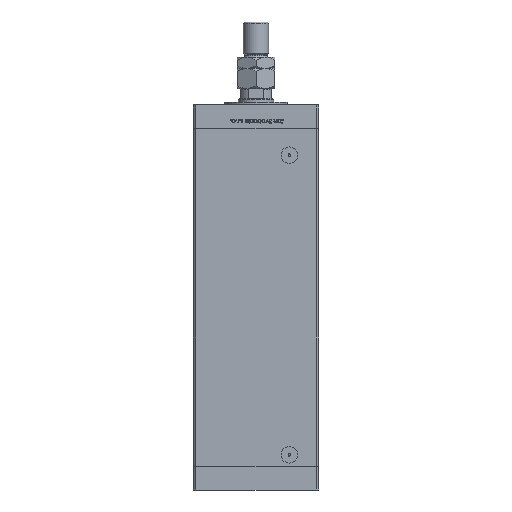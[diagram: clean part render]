
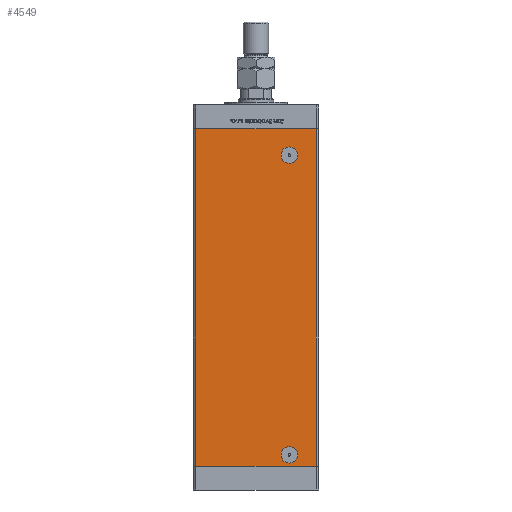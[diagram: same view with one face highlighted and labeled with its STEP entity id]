
A CAD part, front view. The second image highlights one B-rep face of the part: STEP entity #4549.
In plain terms, the highlighted planar face has unit normal (0, -1, 0).
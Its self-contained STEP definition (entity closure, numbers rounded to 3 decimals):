
#237 = CARTESIAN_POINT ( 'NONE',  ( 48., -43.5, 0. ) ) ;
#1167 = ORIENTED_EDGE ( 'NONE', *, *, #10254, .F. ) ;
#1731 = CARTESIAN_POINT ( 'NONE',  ( -48., -43.5, 268.5 ) ) ;
#2542 = PLANE ( 'NONE',  #17063 ) ;
#2993 = VERTEX_POINT ( 'NONE', #237 ) ;
#4071 = CARTESIAN_POINT ( 'NONE',  ( 26.5, -43.5, 9. ) ) ;
#4166 = EDGE_CURVE ( 'NONE', #51062, #2993, #14711, .T. ) ;
#4490 = CARTESIAN_POINT ( 'NONE',  ( 26.5, -43.5, 254.08 ) ) ;
#4527 = ORIENTED_EDGE ( 'NONE', *, *, #24122, .F. ) ;
#4549 = ADVANCED_FACE ( 'NONE', ( #43856, #6892, #39781 ), #2542, .F. ) ;
#6892 = FACE_OUTER_BOUND ( 'NONE', #40788, .T. ) ;
#7432 = CARTESIAN_POINT ( 'NONE',  ( 26.5, -43.5, 247.5 ) ) ;
#8089 = CIRCLE ( 'NONE', #10689, 6.58 ) ;
#8802 = DIRECTION ( 'NONE',  ( 0., -1., 0. ) ) ;
#9606 = ORIENTED_EDGE ( 'NONE', *, *, #28727, .T. ) ;
#10254 = EDGE_CURVE ( 'NONE', #15226, #15293, #23358, .T. ) ;
#10689 = AXIS2_PLACEMENT_3D ( 'NONE', #23914, #52478, #32345 ) ;
#10967 = DIRECTION ( 'NONE',  ( 0., 0., 1. ) ) ;
#11133 = CARTESIAN_POINT ( 'NONE',  ( -48., -43.5, 268.5 ) ) ;
#11700 = EDGE_LOOP ( 'NONE', ( #1167, #19657 ) ) ;
#12878 = CARTESIAN_POINT ( 'NONE',  ( -48., -43.5, 268.5 ) ) ;
#14711 = LINE ( 'NONE', #23136, #46583 ) ;
#15226 = VERTEX_POINT ( 'NONE', #50475 ) ;
#15293 = VERTEX_POINT ( 'NONE', #34711 ) ;
#15908 = VERTEX_POINT ( 'NONE', #19083 ) ;
#15915 = EDGE_CURVE ( 'NONE', #15908, #2993, #48426, .T. ) ;
#16328 = VERTEX_POINT ( 'NONE', #4490 ) ;
#16585 = DIRECTION ( 'NONE',  ( 0., 0., -1. ) ) ;
#17063 = AXIS2_PLACEMENT_3D ( 'NONE', #35712, #52295, #10967 ) ;
#17222 = DIRECTION ( 'NONE',  ( 1., 0., 0. ) ) ;
#17822 = CIRCLE ( 'NONE', #23034, 6.58 ) ;
#18937 = EDGE_CURVE ( 'NONE', #25876, #16328, #8089, .T. ) ;
#19083 = CARTESIAN_POINT ( 'NONE',  ( 48., -43.5, 268.5 ) ) ;
#19390 = CARTESIAN_POINT ( 'NONE',  ( 26.5, -43.5, 240.92 ) ) ;
#19657 = ORIENTED_EDGE ( 'NONE', *, *, #24902, .F. ) ;
#20664 = DIRECTION ( 'NONE',  ( 0., -1., 0. ) ) ;
#23034 = AXIS2_PLACEMENT_3D ( 'NONE', #42495, #8802, #30273 ) ;
#23109 = CIRCLE ( 'NONE', #24004, 6.58 ) ;
#23136 = CARTESIAN_POINT ( 'NONE',  ( -48., -43.5, 0. ) ) ;
#23358 = CIRCLE ( 'NONE', #53727, 6.58 ) ;
#23914 = CARTESIAN_POINT ( 'NONE',  ( 26.5, -43.5, 247.5 ) ) ;
#24004 = AXIS2_PLACEMENT_3D ( 'NONE', #7432, #24019, #36789 ) ;
#24019 = DIRECTION ( 'NONE',  ( 0., 1., 0. ) ) ;
#24122 = EDGE_CURVE ( 'NONE', #47132, #15908, #37886, .T. ) ;
#24902 = EDGE_CURVE ( 'NONE', #15293, #15226, #17822, .T. ) ;
#25876 = VERTEX_POINT ( 'NONE', #19390 ) ;
#27245 = VECTOR ( 'NONE', #44604, 1000. ) ;
#27508 = CARTESIAN_POINT ( 'NONE',  ( 48., -43.5, 268.5 ) ) ;
#27992 = EDGE_CURVE ( 'NONE', #16328, #25876, #23109, .T. ) ;
#28727 = EDGE_CURVE ( 'NONE', #47132, #51062, #38987, .T. ) ;
#29053 = ORIENTED_EDGE ( 'NONE', *, *, #4166, .T. ) ;
#30273 = DIRECTION ( 'NONE',  ( 0., 0., -1. ) ) ;
#30342 = EDGE_LOOP ( 'NONE', ( #49869, #32350 ) ) ;
#32345 = DIRECTION ( 'NONE',  ( 0., 0., -1. ) ) ;
#32350 = ORIENTED_EDGE ( 'NONE', *, *, #27992, .T. ) ;
#34711 = CARTESIAN_POINT ( 'NONE',  ( 26.5, -43.5, 15.58 ) ) ;
#35525 = ORIENTED_EDGE ( 'NONE', *, *, #15915, .F. ) ;
#35639 = CARTESIAN_POINT ( 'NONE',  ( -48., -43.5, 0. ) ) ;
#35712 = CARTESIAN_POINT ( 'NONE',  ( -48., -43.5, 268.5 ) ) ;
#36789 = DIRECTION ( 'NONE',  ( 0., 0., -1. ) ) ;
#37886 = LINE ( 'NONE', #12878, #46418 ) ;
#38987 = LINE ( 'NONE', #1731, #53493 ) ;
#39781 = FACE_BOUND ( 'NONE', #30342, .T. ) ;
#40788 = EDGE_LOOP ( 'NONE', ( #29053, #35525, #4527, #9606 ) ) ;
#42495 = CARTESIAN_POINT ( 'NONE',  ( 26.5, -43.5, 9. ) ) ;
#43856 = FACE_BOUND ( 'NONE', #11700, .T. ) ;
#44059 = DIRECTION ( 'NONE',  ( 1., 0., 0. ) ) ;
#44604 = DIRECTION ( 'NONE',  ( 0., 0., -1. ) ) ;
#46418 = VECTOR ( 'NONE', #17222, 1000. ) ;
#46583 = VECTOR ( 'NONE', #44059, 1000. ) ;
#47132 = VERTEX_POINT ( 'NONE', #11133 ) ;
#47929 = DIRECTION ( 'NONE',  ( 0., 0., -1. ) ) ;
#48426 = LINE ( 'NONE', #27508, #27245 ) ;
#49869 = ORIENTED_EDGE ( 'NONE', *, *, #18937, .T. ) ;
#50475 = CARTESIAN_POINT ( 'NONE',  ( 26.5, -43.5, 2.42 ) ) ;
#51062 = VERTEX_POINT ( 'NONE', #35639 ) ;
#52295 = DIRECTION ( 'NONE',  ( 0., 1., 0. ) ) ;
#52478 = DIRECTION ( 'NONE',  ( 0., 1., 0. ) ) ;
#53493 = VECTOR ( 'NONE', #47929, 1000. ) ;
#53727 = AXIS2_PLACEMENT_3D ( 'NONE', #4071, #20664, #16585 ) ;
